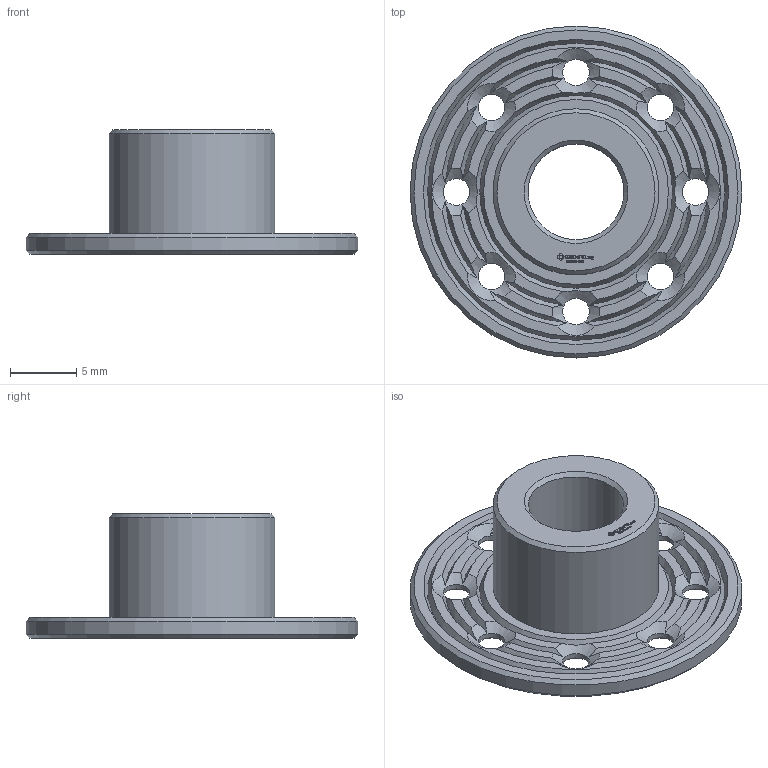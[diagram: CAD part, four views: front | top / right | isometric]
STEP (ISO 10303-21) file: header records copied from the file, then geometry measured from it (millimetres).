
FILE_DESCRIPTION(('FreeCAD Model'),'2;1');
FILE_NAME('Open CASCADE Shape Model','2024-01-05T17:26:31',(''),(''), 'Open CASCADE STEP processor 7.6','FreeCAD','Unknown');
FILE_SCHEMA(('AUTOMOTIVE_DESIGN { 1 0 10303 214 1 1 1 1 }'));
Length unit declared in the file: millimetre
Products named in the file (1): Spacer FRE ADHM FLN BU02.00x00.125x00.75 - SPN-SPR-0092 (stemfie.org)
Bounding box: 25 x 25 x 9.38 mm (x, y, z)
Volume: 1208.9 mm3; surface area: 1706.2 mm2
Topology: 1 solids, 1 shells, 651 faces, 1856 edges, 1229 vertices
Faces by surface type: plane 339, extrusion 208, cone 93, cylinder 11
Full cylindrical faces by diameter (mm): 2 x8, 7.2 x1, 12.5 x1, 25 x1
Entity records: 49101 total; most frequent: CARTESIAN_POINT 13927, DIRECTION 5639, VECTOR 4073, LINE 3865, ORIENTED_EDGE 3712, PCURVE 3712, DEFINITIONAL_REPRESENTATION 3712, EDGE_CURVE 1856
